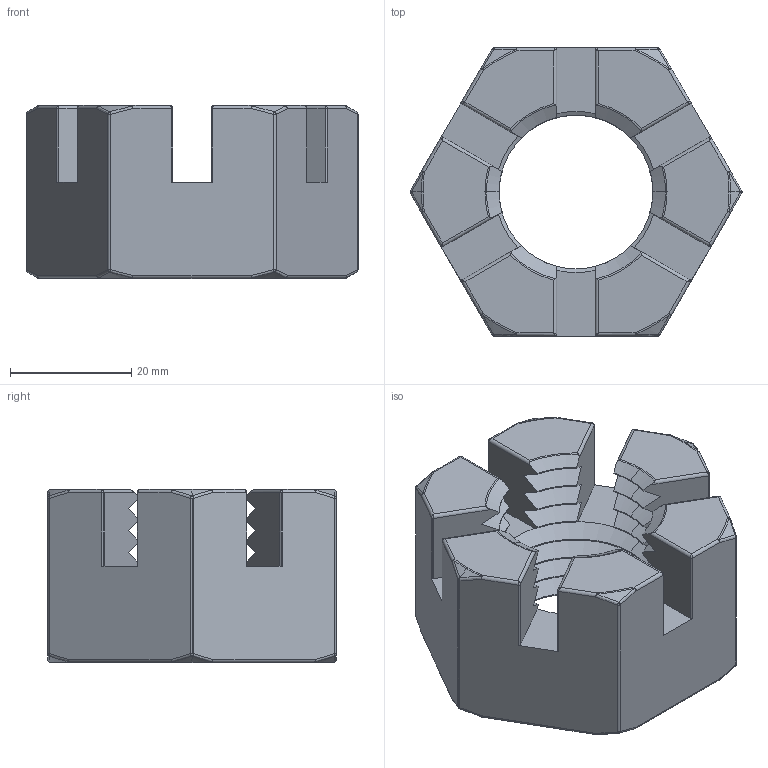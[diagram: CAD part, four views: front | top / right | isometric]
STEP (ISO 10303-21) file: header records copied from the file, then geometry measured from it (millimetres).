
FILE_DESCRIPTION (( 'STEP AP203' ), '1' );
FILE_NAME ('Trolley Nut.stp.STEP', '2025-09-15T21:12:09', ( '' ), ( '' ), 'SwSTEP 2.0', 'SolidWorks 2023', '' );
FILE_SCHEMA (( 'CONFIG_CONTROL_DESIGN' ));
Length unit declared in the file: centimetre
Products named in the file (1): Trolley Nut.stp
Bounding box: 54.84 x 47.62 x 28.57 mm (x, y, z)
Volume: 33359.4 mm3; surface area: 12142.7 mm2
Topology: 1 solids, 1 shells, 311 faces, 766 edges, 420 vertices
Faces by surface type: cylinder 94, cone 90, bspline 36, sphere 36, plane 31, torus 24
Entity records: 9961 total; most frequent: CARTESIAN_POINT 3194, ORIENTED_EDGE 1460, DIRECTION 1408, EDGE_CURVE 730, AXIS2_PLACEMENT_3D 594, VERTEX_POINT 420, CIRCLE 318, EDGE_LOOP 312
